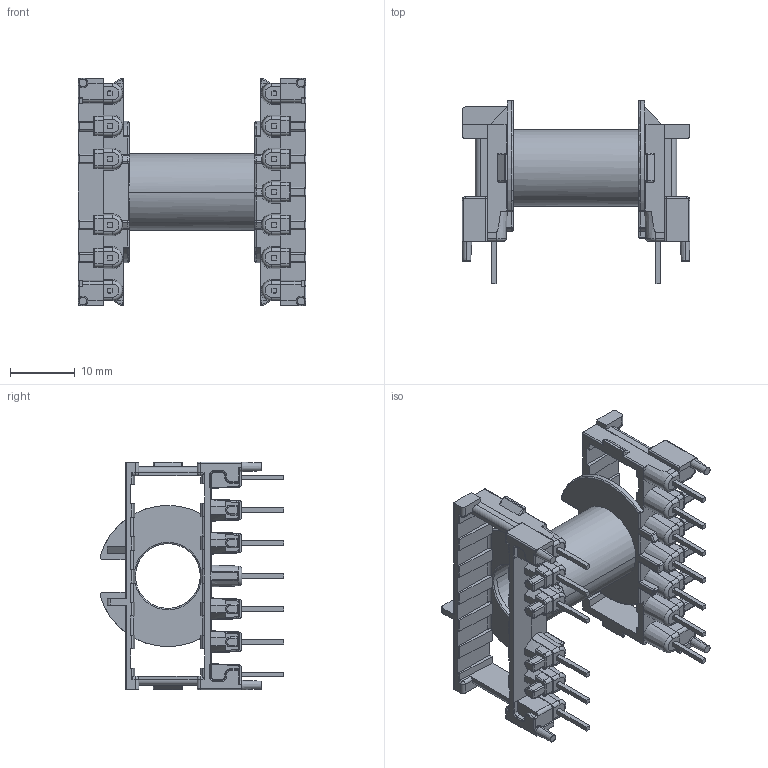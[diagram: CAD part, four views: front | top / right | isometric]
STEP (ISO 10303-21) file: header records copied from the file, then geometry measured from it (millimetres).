
FILE_DESCRIPTION((''),'2;1');
FILE_NAME('C61036-A0121-B200_ETD_SW0001','2021-03-19T',('EE4793'),(''),'PRO/ENGINEER BY PARAMETRIC TECHNOLOGY CORPORATION, 2014000','PRO/ENGINEER BY PARAMETRIC TECHNOLOGY CORPORATION, 2014000','');
FILE_SCHEMA(('AUTOMOTIVE_DESIGN { 1 0 10303 214 1 1 1 1 }'));
Length unit declared in the file: millimetre
Products named in the file (1): C61036-A0121-B200_ETD_SW0001
Bounding box: 35.2 x 28.36 x 35.2 mm (x, y, z)
Volume: 3494.7 mm3; surface area: 6781.3 mm2
Topology: 1 solids, 1 shells, 1581 faces, 4402 edges, 2795 vertices
Faces by surface type: plane 1014, cylinder 388, torus 73, sphere 55, cone 33, bspline 18
Entity records: 50940 total; most frequent: CARTESIAN_POINT 10213, ORIENTED_EDGE 8694, DIRECTION 8255, EDGE_CURVE 4347, VECTOR 3271, LINE 3271, VERTEX_POINT 2795, AXIS2_PLACEMENT_3D 2492
